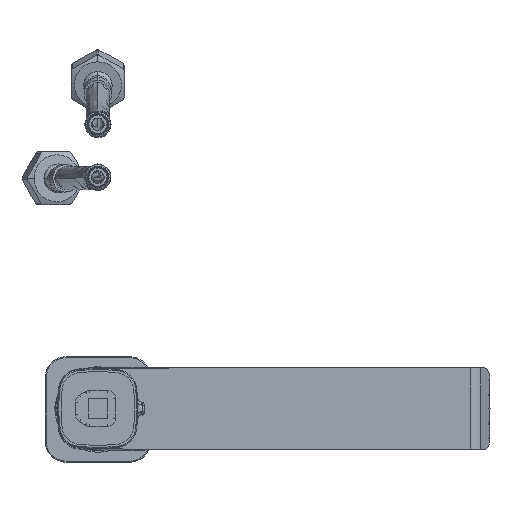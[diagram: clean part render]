
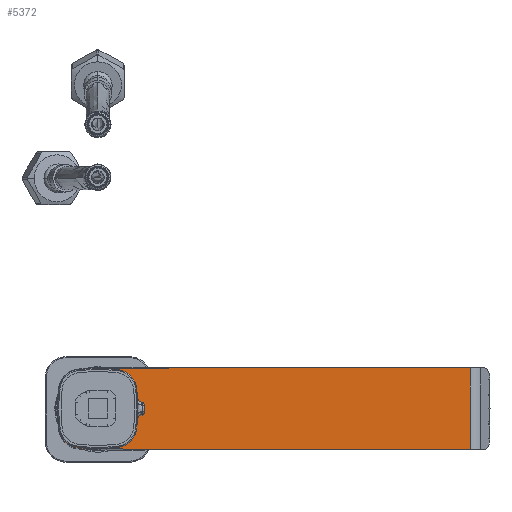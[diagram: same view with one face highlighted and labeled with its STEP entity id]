
A CAD part, top view. The second image highlights one B-rep face of the part: STEP entity #5372.
In plain terms, the highlighted planar face has unit normal (0, 0, 1).
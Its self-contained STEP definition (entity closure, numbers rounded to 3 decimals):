
#1363=CARTESIAN_POINT('',(0.,54.25,0.3));
#1364=DIRECTION('',(0.,0.,1.));
#1365=DIRECTION('',(-0.133,-0.991,0.));
#1366=AXIS2_PLACEMENT_3D('',#1363,#1364,#1365);
#1368=CARTESIAN_POINT('',(-8.435,-8.435,0.3));
#1369=DIRECTION('',(0.,0.,-1.));
#1370=DIRECTION('',(-0.133,-0.991,0.));
#1371=AXIS2_PLACEMENT_3D('',#1368,#1369,#1370);
#1373=CARTESIAN_POINT('',(54.25,0.,0.3));
#1374=DIRECTION('',(0.,0.,-1.));
#1375=DIRECTION('',(-0.991,-0.133,0.));
#1376=AXIS2_PLACEMENT_3D('',#1373,#1374,#1375);
#1378=CARTESIAN_POINT('',(-8.435,8.435,0.3));
#1379=DIRECTION('',(0.,0.,-1.));
#1380=DIRECTION('',(-0.991,0.133,0.));
#1381=AXIS2_PLACEMENT_3D('',#1378,#1379,#1380);
#1383=CARTESIAN_POINT('',(0.,-54.25,0.3));
#1384=DIRECTION('',(0.,0.,1.));
#1385=DIRECTION('',(-0.088,0.996,0.));
#1386=AXIS2_PLACEMENT_3D('',#1383,#1384,#1385);
#1388=CARTESIAN_POINT('',(43.099,19.3,0.3));
#1389=CARTESIAN_POINT('',(36.919,19.3,0.3));
#1390=CARTESIAN_POINT('',(25.008,19.631,0.3));
#1391=CARTESIAN_POINT('',(8.315,19.874,0.3));
#1392=CARTESIAN_POINT('',(-1.717,19.435,0.3));
#1393=CARTESIAN_POINT('',(-6.478,19.014,0.3));
#1395=DIRECTION('',(-1.,0.,0.));
#1396=VECTOR('',#1395,133.39);
#1397=CARTESIAN_POINT('',(176.488,19.3,0.3));
#1398=LINE('',#1397,#1396);
#1399=DIRECTION('',(-1.,0.,0.));
#1400=VECTOR('',#1399,133.39);
#1401=CARTESIAN_POINT('',(176.488,-19.3,0.3));
#1402=LINE('',#1401,#1400);
#1403=CARTESIAN_POINT('',(-6.478,-19.014,0.3));
#1404=CARTESIAN_POINT('',(-1.747,-19.433,0.3));
#1405=CARTESIAN_POINT('',(8.243,-19.87,0.3));
#1406=CARTESIAN_POINT('',(24.657,-19.642,0.3));
#1407=CARTESIAN_POINT('',(36.767,-19.3,0.3));
#1408=CARTESIAN_POINT('',(43.099,-19.3,0.3));
#1410=CARTESIAN_POINT('',(0.,0.,0.3));
#1411=DIRECTION('',(0.,0.,-1.));
#1412=DIRECTION('',(1.,0.,0.));
#1413=AXIS2_PLACEMENT_3D('',#1410,#1411,#1412);
#1415=CARTESIAN_POINT('',(0.,0.,0.3));
#1416=DIRECTION('',(0.,0.,-1.));
#1417=DIRECTION('',(-1.,0.,0.));
#1418=AXIS2_PLACEMENT_3D('',#1415,#1416,#1417);
#1450=DIRECTION('',(0.,1.,0.));
#1451=VECTOR('',#1450,38.6);
#1452=CARTESIAN_POINT('',(176.488,-19.3,0.3));
#1453=LINE('',#1452,#1451);
#2102=CARTESIAN_POINT('',(176.488,-19.3,0.3));
#2103=CARTESIAN_POINT('',(176.488,19.3,0.3));
#2104=VERTEX_POINT('',#2102);
#2105=VERTEX_POINT('',#2103);
#2135=CARTESIAN_POINT('',(-9.809,-18.643,0.3));
#2136=CARTESIAN_POINT('',(-6.478,-19.014,0.3));
#2137=VERTEX_POINT('',#2135);
#2138=VERTEX_POINT('',#2136);
#2139=CARTESIAN_POINT('',(-6.478,19.014,0.3));
#2140=CARTESIAN_POINT('',(-9.809,18.643,0.3));
#2141=VERTEX_POINT('',#2139);
#2142=VERTEX_POINT('',#2140);
#2143=CARTESIAN_POINT('',(-18.643,-9.809,0.3));
#2144=CARTESIAN_POINT('',(-18.643,9.809,0.3));
#2145=VERTEX_POINT('',#2143);
#2146=VERTEX_POINT('',#2144);
#2147=VERTEX_POINT('',#1388);
#2148=VERTEX_POINT('',#1408);
#2174=CARTESIAN_POINT('',(16.375,0.,0.3));
#2175=CARTESIAN_POINT('',(-16.375,0.,0.3));
#2176=VERTEX_POINT('',#2174);
#2177=VERTEX_POINT('',#2175);
#5340=CARTESIAN_POINT('',(-27.585,-26.9,0.3));
#5341=DIRECTION('',(0.,0.,1.));
#5342=DIRECTION('',(1.,0.,0.));
#5343=AXIS2_PLACEMENT_3D('',#5340,#5341,#5342);
#5344=PLANE('',#5343);
#5346=ORIENTED_EDGE('',*,*,#5345,.F.);
#5348=ORIENTED_EDGE('',*,*,#5347,.T.);
#5350=ORIENTED_EDGE('',*,*,#5349,.T.);
#5352=ORIENTED_EDGE('',*,*,#5351,.T.);
#5354=ORIENTED_EDGE('',*,*,#5353,.F.);
#5355=ORIENTED_EDGE('',*,*,#5330,.F.);
#5357=ORIENTED_EDGE('',*,*,#5356,.F.);
#5359=ORIENTED_EDGE('',*,*,#5358,.F.);
#5361=ORIENTED_EDGE('',*,*,#5360,.T.);
#5363=ORIENTED_EDGE('',*,*,#5362,.F.);
#5364=EDGE_LOOP('',(#5346,#5348,#5350,#5352,#5354,#5355,#5357,#5359,#5361,
#5363));
#5365=FACE_OUTER_BOUND('',#5364,.F.);
#5367=ORIENTED_EDGE('',*,*,#5366,.F.);
#5369=ORIENTED_EDGE('',*,*,#5368,.F.);
#5370=EDGE_LOOP('',(#5367,#5369));
#5371=FACE_BOUND('',#5370,.F.);
#5372=ADVANCED_FACE('',(#5365,#5371),#5344,.T.);
#1367=CIRCLE('',#1366,73.55);
#1372=CIRCLE('',#1371,10.3);
#1377=CIRCLE('',#1376,73.55);
#1382=CIRCLE('',#1381,10.3);
#1387=CIRCLE('',#1386,73.55);
#1394=B_SPLINE_CURVE_WITH_KNOTS('',3,(#1388,#1389,#1390,#1391,#1392,#1393),
.UNSPECIFIED.,.F.,.F.,(4,1,1,4),(0.,0.333,0.667,1.),
.UNSPECIFIED.);
#1409=B_SPLINE_CURVE_WITH_KNOTS('',3,(#1403,#1404,#1405,#1406,#1407,#1408),
.UNSPECIFIED.,.F.,.F.,(4,1,1,4),(0.,0.333,0.667,1.),
.UNSPECIFIED.);
#1414=CIRCLE('',#1413,16.375);
#1419=CIRCLE('',#1418,16.375);
#5330=EDGE_CURVE('',#2147,#2141,#1394,.T.);
#5345=EDGE_CURVE('',#2137,#2138,#1367,.T.);
#5347=EDGE_CURVE('',#2137,#2145,#1372,.T.);
#5349=EDGE_CURVE('',#2145,#2146,#1377,.T.);
#5351=EDGE_CURVE('',#2146,#2142,#1382,.T.);
#5353=EDGE_CURVE('',#2141,#2142,#1387,.T.);
#5356=EDGE_CURVE('',#2105,#2147,#1398,.T.);
#5358=EDGE_CURVE('',#2104,#2105,#1453,.T.);
#5360=EDGE_CURVE('',#2104,#2148,#1402,.T.);
#5362=EDGE_CURVE('',#2138,#2148,#1409,.T.);
#5366=EDGE_CURVE('',#2176,#2177,#1414,.T.);
#5368=EDGE_CURVE('',#2177,#2176,#1419,.T.);
